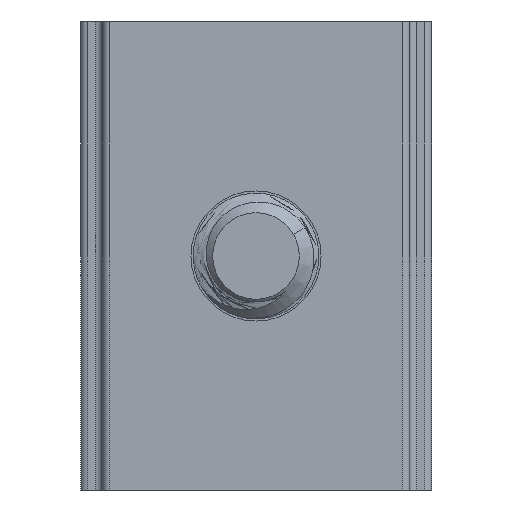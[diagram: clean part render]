
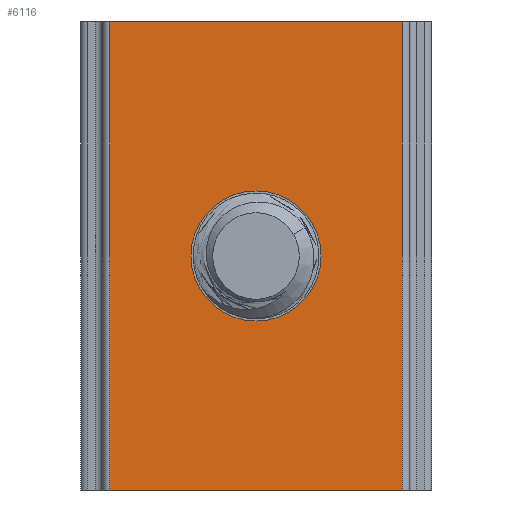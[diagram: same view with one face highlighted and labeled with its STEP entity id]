
A CAD part, front view. The second image highlights one B-rep face of the part: STEP entity #6116.
In plain terms, the highlighted planar face has unit normal (0, -1, 0).
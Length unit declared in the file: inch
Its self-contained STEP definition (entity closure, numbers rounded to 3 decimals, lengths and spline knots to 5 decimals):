
#117 = EDGE_CURVE ( 'NONE', #4587, #7324, #4003, .T. ) ;
#444 = AXIS2_PLACEMENT_3D ( 'NONE', #6776, #5057, #6204 ) ;
#507 = PLANE ( 'NONE',  #1922 ) ;
#651 = EDGE_CURVE ( 'NONE', #6415, #1730, #6184, .T. ) ;
#699 = EDGE_CURVE ( 'NONE', #844, #3026, #4523, .T. ) ;
#844 = VERTEX_POINT ( 'NONE', #4140 ) ;
#929 = LINE ( 'NONE', #6907, #1533 ) ;
#966 = DIRECTION ( 'NONE',  ( 0., 0., -1. ) ) ;
#1099 = FACE_OUTER_BOUND ( 'NONE', #7569, .T. ) ;
#1130 = CARTESIAN_POINT ( 'NONE',  ( -0.105, 0., -0.16 ) ) ;
#1169 = ORIENTED_EDGE ( 'NONE', *, *, #699, .F. ) ;
#1340 = ORIENTED_EDGE ( 'NONE', *, *, #2033, .T. ) ;
#1533 = VECTOR ( 'NONE', #3822, 39.37008 ) ;
#1601 = ORIENTED_EDGE ( 'NONE', *, *, #4032, .T. ) ;
#1709 = DIRECTION ( 'NONE',  ( 1., 0., 0. ) ) ;
#1730 = VERTEX_POINT ( 'NONE', #2952 ) ;
#1922 = AXIS2_PLACEMENT_3D ( 'NONE', #2208, #5239, #5736 ) ;
#2033 = EDGE_CURVE ( 'NONE', #844, #4587, #4676, .T. ) ;
#2052 = CARTESIAN_POINT ( 'NONE',  ( 0., 0., -0.0445 ) ) ;
#2208 = CARTESIAN_POINT ( 'NONE',  ( -0.105, 0., -0.16 ) ) ;
#2952 = CARTESIAN_POINT ( 'NONE',  ( 0., 0., 0.0445 ) ) ;
#3026 = VERTEX_POINT ( 'NONE', #3184 ) ;
#3184 = CARTESIAN_POINT ( 'NONE',  ( 0.1, 0., 0.16 ) ) ;
#3313 = DIRECTION ( 'NONE',  ( 1., 0., 0. ) ) ;
#3332 = EDGE_CURVE ( 'NONE', #1730, #6415, #3567, .T. ) ;
#3342 = FACE_BOUND ( 'NONE', #7347, .T. ) ;
#3567 = CIRCLE ( 'NONE', #444, 0.0445 ) ;
#3822 = DIRECTION ( 'NONE',  ( 0., 0., 1. ) ) ;
#3866 = CARTESIAN_POINT ( 'NONE',  ( -0.105, 0., 0.16 ) ) ;
#3937 = DIRECTION ( 'NONE',  ( 0., 1., 0. ) ) ;
#4003 = LINE ( 'NONE', #1130, #5425 ) ;
#4015 = CARTESIAN_POINT ( 'NONE',  ( 0., 0., 0. ) ) ;
#4032 = EDGE_CURVE ( 'NONE', #7324, #3026, #929, .T. ) ;
#4137 = CARTESIAN_POINT ( 'NONE',  ( 0.1, 0., -0.16 ) ) ;
#4140 = CARTESIAN_POINT ( 'NONE',  ( -0.1, 0., 0.16 ) ) ;
#4523 = LINE ( 'NONE', #3866, #5669 ) ;
#4584 = CARTESIAN_POINT ( 'NONE',  ( -0.1, 0., -0.16 ) ) ;
#4587 = VERTEX_POINT ( 'NONE', #4584 ) ;
#4676 = LINE ( 'NONE', #6332, #4838 ) ;
#4838 = VECTOR ( 'NONE', #966, 39.37008 ) ;
#5057 = DIRECTION ( 'NONE',  ( 0., 1., 0. ) ) ;
#5239 = DIRECTION ( 'NONE',  ( 0., -1., 0. ) ) ;
#5425 = VECTOR ( 'NONE', #1709, 39.37008 ) ;
#5669 = VECTOR ( 'NONE', #3313, 39.37008 ) ;
#5736 = DIRECTION ( 'NONE',  ( 1., 0., 0. ) ) ;
#5781 = DIRECTION ( 'NONE',  ( 0., 0., 1. ) ) ;
#6042 = ORIENTED_EDGE ( 'NONE', *, *, #117, .T. ) ;
#6116 = ADVANCED_FACE ( 'NONE', ( #3342, #1099 ), #507, .T. ) ;
#6184 = CIRCLE ( 'NONE', #7052, 0.0445 ) ;
#6204 = DIRECTION ( 'NONE',  ( 0., 0., 1. ) ) ;
#6332 = CARTESIAN_POINT ( 'NONE',  ( -0.1, 0., -0.16 ) ) ;
#6415 = VERTEX_POINT ( 'NONE', #2052 ) ;
#6776 = CARTESIAN_POINT ( 'NONE',  ( 0., 0., 0. ) ) ;
#6865 = ORIENTED_EDGE ( 'NONE', *, *, #3332, .T. ) ;
#6907 = CARTESIAN_POINT ( 'NONE',  ( 0.1, 0., -0.16 ) ) ;
#7052 = AXIS2_PLACEMENT_3D ( 'NONE', #4015, #3937, #5781 ) ;
#7324 = VERTEX_POINT ( 'NONE', #4137 ) ;
#7347 = EDGE_LOOP ( 'NONE', ( #6865, #7469 ) ) ;
#7469 = ORIENTED_EDGE ( 'NONE', *, *, #651, .T. ) ;
#7569 = EDGE_LOOP ( 'NONE', ( #1169, #1340, #6042, #1601 ) ) ;
